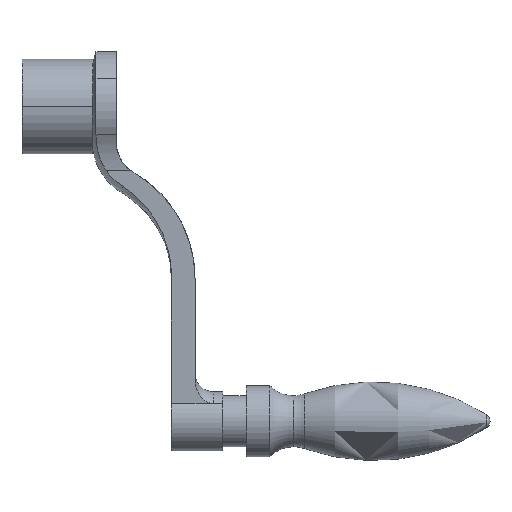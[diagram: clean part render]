
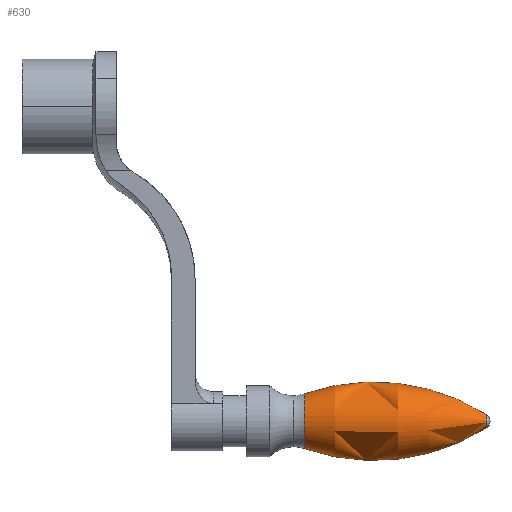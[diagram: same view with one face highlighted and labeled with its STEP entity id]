
A CAD part, left-side view. The second image highlights one B-rep face of the part: STEP entity #630.
In plain terms, the highlighted toroidal (fillet/blend) face has major radius 43.228 mm and minor radius 53.228 mm.
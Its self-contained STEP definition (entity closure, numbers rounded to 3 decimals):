
#280=VERTEX_POINT('',#715);
#394=EDGE_CURVE('',#280,#540,#841,.T.);
#434=VERTEX_POINT('',#883);
#466=EDGE_CURVE('',#594,#434,#918,.T.);
#502=EDGE_CURVE('',#434,#540,#958,.T.);
#540=VERTEX_POINT('',#1000);
#558=EDGE_CURVE('',#280,#594,#1020,.T.);
#594=VERTEX_POINT('',#1059);
#630=ADVANCED_FACE('',(#1098),#1099,.T.);
#715=CARTESIAN_POINT('',(0.,-71.842,-86.982));
#841=CIRCLE('',#1441,6.982);
#883=CARTESIAN_POINT('',(0.,-118.073,-78.312));
#918=CIRCLE('',#1555,1.688);
#958=CIRCLE('',#1604,53.228);
#1000=CARTESIAN_POINT('',(0.,-71.842,-73.018));
#1020=CIRCLE('',#1699,53.228);
#1059=CARTESIAN_POINT('',(0.,-118.073,-81.688));
#1098=FACE_OUTER_BOUND('',#1829,.T.);
#1099=TOROIDAL_SURFACE('',#1830,-43.228,53.228);
#1441=AXIS2_PLACEMENT_3D('',#2073,#2074,#2075);
#1555=AXIS2_PLACEMENT_3D('',#2147,#2148,#2149);
#1604=AXIS2_PLACEMENT_3D('',#2207,#2208,#2209);
#1699=AXIS2_PLACEMENT_3D('',#2292,#2293,#2294);
#1829=EDGE_LOOP('',(#2374,#2375,#2376,#2377));
#1830=AXIS2_PLACEMENT_3D('',#2378,#2379,#2380);
#2073=CARTESIAN_POINT('',(0.0,-71.842,-80.0));
#2074=DIRECTION('',(0.0,1.0,0.0));
#2075=DIRECTION('',(0.,0.0,-1.0));
#2147=CARTESIAN_POINT('',(0.0,-118.073,-80.0));
#2148=DIRECTION('',(0.0,1.0,0.0));
#2149=DIRECTION('',(0.,0.0,-1.0));
#2207=CARTESIAN_POINT('',(0.,-89.511,-123.228));
#2208=DIRECTION('',(-1.0,-0.0,0.));
#2209=DIRECTION('',(0.,0.0,1.0));
#2292=CARTESIAN_POINT('',(0.,-89.511,-36.772));
#2293=DIRECTION('',(-1.0,-0.0,0.));
#2294=DIRECTION('',(0.,0.0,-1.0));
#2374=ORIENTED_EDGE('',*,*,#502,.T.);
#2375=ORIENTED_EDGE('',*,*,#394,.F.);
#2376=ORIENTED_EDGE('',*,*,#558,.T.);
#2377=ORIENTED_EDGE('',*,*,#466,.T.);
#2378=CARTESIAN_POINT('',(0.0,-89.511,-80.0));
#2379=DIRECTION('',(-0.0,1.0,0.0));
#2380=DIRECTION('',(0.,0.0,1.0));
